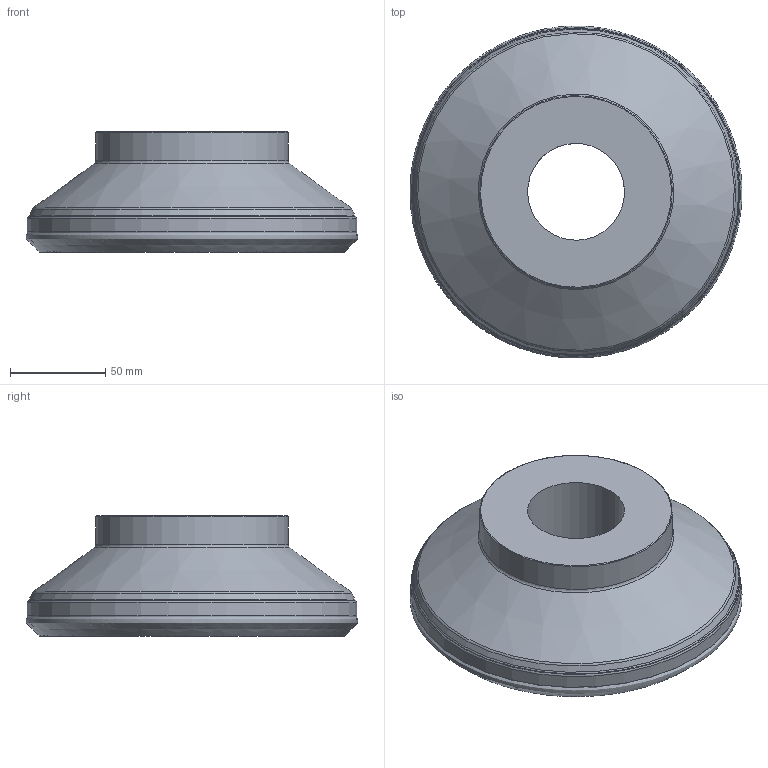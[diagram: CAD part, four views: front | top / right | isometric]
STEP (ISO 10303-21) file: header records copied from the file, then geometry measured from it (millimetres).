
FILE_DESCRIPTION(/* description */ (''),/* implementation_level */ '2;1');
FILE_NAME(/* name */ 'toolassembly_1.stp',/* time_stamp */ '2019-01-25T11:29:11+01:00',/* author */ (''),/* organization */ ('SMS'),/* preprocessor_version */ 'ST-DEVELOPER v15',/* originating_system */ 'SIEMENS PLM Software NX 8.5',/* authorisation */ '');
FILE_SCHEMA (('AUTOMOTIVE_DESIGN { 1 0 10303 214 3 1 1 1 }'));
Length unit declared in the file: millimetre
Products named in the file (4): ASSEMBLY_CONSTRUCTION; CUT_20190125112812; NOCUT_20190125112807; TOOLASSEMBLY_1
Assembly tree (3 placements, depth 2):
  TOOLASSEMBLY_1
    NOCUT_20190125112807
    CUT_20190125112812
    ASSEMBLY_CONSTRUCTION
Bounding box: 174.22 x 174.21 x 63.05 mm (x, y, z)
Volume: 746373.3 mm3; surface area: 94094.1 mm2
Topology: 2 solids, 2 shells, 29 faces, 64 edges, 53 vertices
Faces by surface type: torus 12, cone 9, cylinder 4, plane 3, bspline 1
Full cylindrical faces by diameter (mm): 50.815 x1, 80 x1, 101 x1, 173.003 x1
Entity records: 15442 total; most frequent: CARTESIAN_POINT 14675, DIRECTION 150, AXIS2_PLACEMENT_3D 75, FACE_BOUND 57, EDGE_LOOP 56, ORIENTED_EDGE 56, STYLED_ITEM 33, PRESENTATION_STYLE_ASSIGNMENT 33
